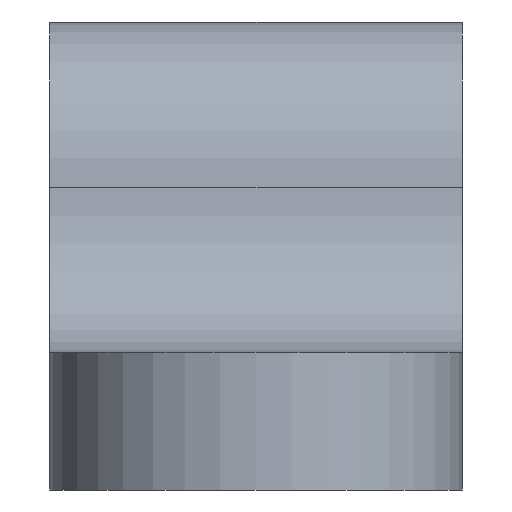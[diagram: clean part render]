
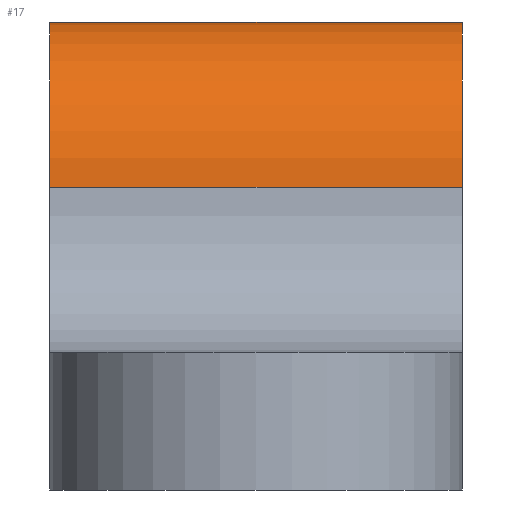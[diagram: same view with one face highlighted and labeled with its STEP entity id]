
A CAD part, left-side view. The second image highlights one B-rep face of the part: STEP entity #17.
In plain terms, the highlighted cylindrical face has radius 6 mm (diameter 12 mm), a partial arc.
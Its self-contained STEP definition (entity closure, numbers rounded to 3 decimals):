
#17 = ADVANCED_FACE('',(#18),#54,.T.);
#18 = FACE_BOUND('',#19,.T.);
#19 = EDGE_LOOP('',(#20,#31,#39,#48));
#20 = ORIENTED_EDGE('',*,*,#21,.F.);
#21 = EDGE_CURVE('',#22,#24,#26,.T.);
#22 = VERTEX_POINT('',#23);
#23 = CARTESIAN_POINT('',(-6.,-7.5,17.));
#24 = VERTEX_POINT('',#25);
#25 = CARTESIAN_POINT('',(-12.,-7.5,11.));
#26 = CIRCLE('',#27,6.);
#27 = AXIS2_PLACEMENT_3D('',#28,#29,#30);
#28 = CARTESIAN_POINT('',(-6.,-7.5,11.));
#29 = DIRECTION('',(0.,-1.,0.));
#30 = DIRECTION('',(1.,0.,0.));
#31 = ORIENTED_EDGE('',*,*,#32,.T.);
#32 = EDGE_CURVE('',#22,#33,#35,.T.);
#33 = VERTEX_POINT('',#34);
#34 = CARTESIAN_POINT('',(-6.,7.5,17.));
#35 = LINE('',#36,#37);
#36 = CARTESIAN_POINT('',(-6.,-7.5,17.));
#37 = VECTOR('',#38,1.);
#38 = DIRECTION('',(0.,1.,0.));
#39 = ORIENTED_EDGE('',*,*,#40,.T.);
#40 = EDGE_CURVE('',#33,#41,#43,.T.);
#41 = VERTEX_POINT('',#42);
#42 = CARTESIAN_POINT('',(-12.,7.5,11.));
#43 = CIRCLE('',#44,6.);
#44 = AXIS2_PLACEMENT_3D('',#45,#46,#47);
#45 = CARTESIAN_POINT('',(-6.,7.5,11.));
#46 = DIRECTION('',(0.,-1.,0.));
#47 = DIRECTION('',(1.,0.,0.));
#48 = ORIENTED_EDGE('',*,*,#49,.F.);
#49 = EDGE_CURVE('',#24,#41,#50,.T.);
#50 = LINE('',#51,#52);
#51 = CARTESIAN_POINT('',(-12.,-7.5,11.));
#52 = VECTOR('',#53,1.);
#53 = DIRECTION('',(0.,1.,0.));
#54 = CYLINDRICAL_SURFACE('',#55,6.);
#55 = AXIS2_PLACEMENT_3D('',#56,#57,#58);
#56 = CARTESIAN_POINT('',(-6.,-7.5,11.));
#57 = DIRECTION('',(0.,-1.,0.));
#58 = DIRECTION('',(1.,0.,0.));
